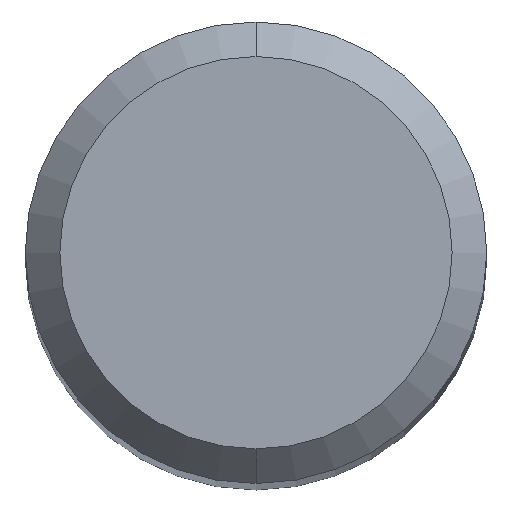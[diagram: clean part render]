
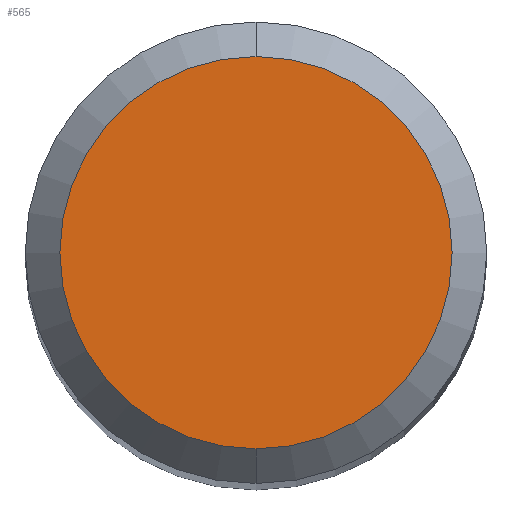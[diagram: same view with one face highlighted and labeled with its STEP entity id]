
A CAD part, top view. The second image highlights one B-rep face of the part: STEP entity #565.
In plain terms, the highlighted planar face has unit normal (0, 0, 1).
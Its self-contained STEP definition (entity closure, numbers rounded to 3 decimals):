
#379=VERTEX_POINT('',#1045);
#479=EDGE_CURVE('',#379,#593,#1156,.T.);
#565=ADVANCED_FACE('',(#1248),#1249,.T.);
#593=VERTEX_POINT('',#1279);
#661=EDGE_CURVE('',#593,#379,#1349,.T.);
#1045=CARTESIAN_POINT('',(0.,-1.7,0.0));
#1156=CIRCLE('',#2271,1.7);
#1248=FACE_OUTER_BOUND('',#2537,.T.);
#1249=PLANE('',#2538);
#1279=CARTESIAN_POINT('',(0.0,1.7,0.0));
#1349=CIRCLE('',#2803,1.7);
#2271=AXIS2_PLACEMENT_3D('',#4323,#4324,#4325);
#2537=EDGE_LOOP('',(#4400,#4401));
#2538=AXIS2_PLACEMENT_3D('',#4402,#4403,#4404);
#2803=AXIS2_PLACEMENT_3D('',#4471,#4472,#4473);
#4323=CARTESIAN_POINT('',(0.0,0.0,0.0));
#4324=DIRECTION('',(0.0,0.0,-1.0));
#4325=DIRECTION('',(0.0,1.0,0.0));
#4400=ORIENTED_EDGE('',*,*,#661,.F.);
#4401=ORIENTED_EDGE('',*,*,#479,.F.);
#4402=CARTESIAN_POINT('',(0.0,0.85,0.0));
#4403=DIRECTION('',(-0.0,0.0,1.0));
#4404=DIRECTION('',(0.0,-1.0,0.0));
#4471=CARTESIAN_POINT('',(0.0,0.0,0.0));
#4472=DIRECTION('',(0.0,0.0,-1.0));
#4473=DIRECTION('',(0.0,1.0,0.0));
